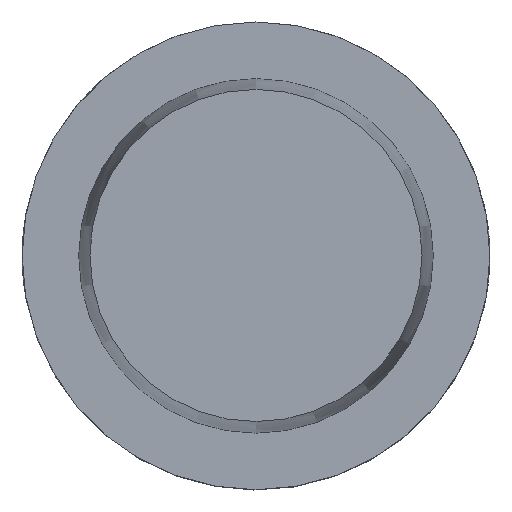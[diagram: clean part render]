
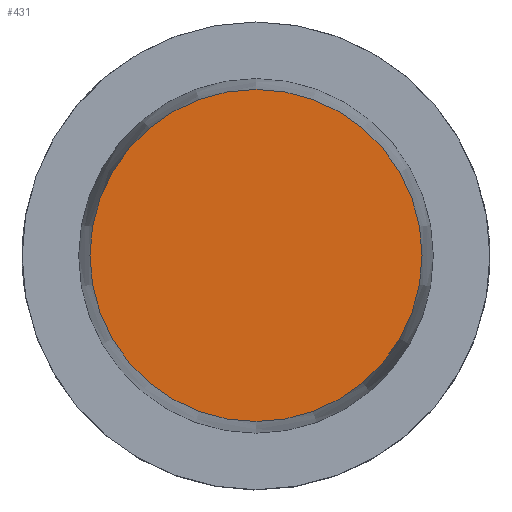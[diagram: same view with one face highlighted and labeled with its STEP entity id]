
A CAD part, top view. The second image highlights one B-rep face of the part: STEP entity #431.
In plain terms, the highlighted planar face has unit normal (0, 0, 1).
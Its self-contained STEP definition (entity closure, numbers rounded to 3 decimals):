
#312=EDGE_CURVE('240[2]',#757,#757,#758,.T.);
#431=ADVANCED_FACE('240[2]',(#917),#918,.T.);
#757=VERTEX_POINT('',#1379);
#758=CIRCLE('',#1380,35.5);
#917=FACE_OUTER_BOUND('',#1763,.T.);
#918=PLANE('',#1764);
#1379=CARTESIAN_POINT('',(0.,-35.5,50.0));
#1380=AXIS2_PLACEMENT_3D('',#2279,#2280,#2281);
#1763=EDGE_LOOP('',(#2482));
#1764=AXIS2_PLACEMENT_3D('',#2483,#2484,#2485);
#2279=CARTESIAN_POINT('',(0.,0.,50.0));
#2280=DIRECTION('',(0.,0.,-1.0));
#2281=DIRECTION('',(0.,-1.0,0.));
#2482=ORIENTED_EDGE('',*,*,#312,.F.);
#2483=CARTESIAN_POINT('',(0.,-17.75,50.0));
#2484=DIRECTION('',(0.,0.,1.0));
#2485=DIRECTION('',(1.0,0.,0.0));
